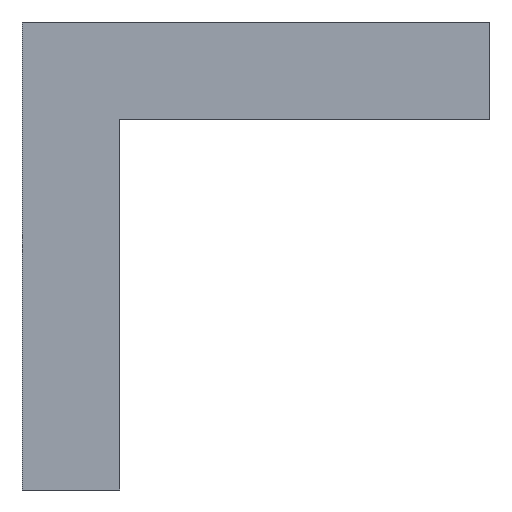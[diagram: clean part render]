
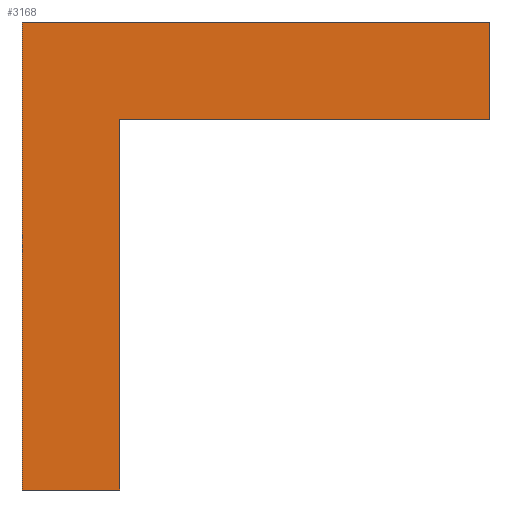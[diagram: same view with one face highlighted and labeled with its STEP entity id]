
A CAD part, front view. The second image highlights one B-rep face of the part: STEP entity #3168.
In plain terms, the highlighted planar face has unit normal (0, -1, 0).
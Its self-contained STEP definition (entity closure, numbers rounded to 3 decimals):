
#37 = VERTEX_POINT ( 'NONE', #336 ) ;
#80 = ORIENTED_EDGE ( 'NONE', *, *, #1841, .T. ) ;
#136 = EDGE_LOOP ( 'NONE', ( #3397, #359, #3208, #2324, #80, #1050 ) ) ;
#153 = DIRECTION ( 'NONE',  ( 1., 0., 0. ) ) ;
#181 = VECTOR ( 'NONE', #153, 1000. ) ;
#189 = CARTESIAN_POINT ( 'NONE',  ( 0., 0., 0. ) ) ;
#225 = VERTEX_POINT ( 'NONE', #3047 ) ;
#258 = EDGE_CURVE ( 'NONE', #37, #1198, #656, .T. ) ;
#336 = CARTESIAN_POINT ( 'NONE',  ( 2.5, 0., -2.5 ) ) ;
#359 = ORIENTED_EDGE ( 'NONE', *, *, #1967, .F. ) ;
#489 = VERTEX_POINT ( 'NONE', #1149 ) ;
#648 = VECTOR ( 'NONE', #3316, 1000. ) ;
#656 = LINE ( 'NONE', #1053, #2553 ) ;
#664 = AXIS2_PLACEMENT_3D ( 'NONE', #667, #2947, #2644 ) ;
#667 = CARTESIAN_POINT ( 'NONE',  ( 0., 0., 0. ) ) ;
#911 = PLANE ( 'NONE',  #664 ) ;
#1050 = ORIENTED_EDGE ( 'NONE', *, *, #258, .F. ) ;
#1053 = CARTESIAN_POINT ( 'NONE',  ( 2.5, 0., 0. ) ) ;
#1085 = DIRECTION ( 'NONE',  ( 0., 0., -1. ) ) ;
#1149 = CARTESIAN_POINT ( 'NONE',  ( 0., 0., 0. ) ) ;
#1198 = VERTEX_POINT ( 'NONE', #1520 ) ;
#1253 = VERTEX_POINT ( 'NONE', #2946 ) ;
#1325 = EDGE_CURVE ( 'NONE', #37, #2338, #3500, .T. ) ;
#1372 = FACE_OUTER_BOUND ( 'NONE', #136, .T. ) ;
#1506 = LINE ( 'NONE', #189, #2345 ) ;
#1520 = CARTESIAN_POINT ( 'NONE',  ( 2.5, 0., -12. ) ) ;
#1541 = EDGE_CURVE ( 'NONE', #489, #1253, #3195, .T. ) ;
#1841 = EDGE_CURVE ( 'NONE', #225, #1198, #2313, .T. ) ;
#1877 = CARTESIAN_POINT ( 'NONE',  ( 0., 0., -12. ) ) ;
#1915 = CARTESIAN_POINT ( 'NONE',  ( 12., 0., -2.5 ) ) ;
#1967 = EDGE_CURVE ( 'NONE', #1253, #2338, #3000, .T. ) ;
#2133 = VECTOR ( 'NONE', #1085, 1000. ) ;
#2313 = LINE ( 'NONE', #1877, #648 ) ;
#2324 = ORIENTED_EDGE ( 'NONE', *, *, #3324, .T. ) ;
#2338 = VERTEX_POINT ( 'NONE', #1915 ) ;
#2345 = VECTOR ( 'NONE', #2478, 1000. ) ;
#2478 = DIRECTION ( 'NONE',  ( 0., 0., -1. ) ) ;
#2496 = CARTESIAN_POINT ( 'NONE',  ( 12., 0., 0. ) ) ;
#2553 = VECTOR ( 'NONE', #2747, 1000. ) ;
#2608 = DIRECTION ( 'NONE',  ( 1., 0., 0. ) ) ;
#2644 = DIRECTION ( 'NONE',  ( 0., 0., 1. ) ) ;
#2747 = DIRECTION ( 'NONE',  ( 0., 0., -1. ) ) ;
#2946 = CARTESIAN_POINT ( 'NONE',  ( 12., 0., 0. ) ) ;
#2947 = DIRECTION ( 'NONE',  ( 0., 1., 0. ) ) ;
#3000 = LINE ( 'NONE', #2496, #2133 ) ;
#3034 = CARTESIAN_POINT ( 'NONE',  ( 0., 0., -2.5 ) ) ;
#3047 = CARTESIAN_POINT ( 'NONE',  ( 0., 0., -12. ) ) ;
#3168 = ADVANCED_FACE ( 'NONE', ( #1372 ), #911, .F. ) ;
#3195 = LINE ( 'NONE', #3474, #3562 ) ;
#3208 = ORIENTED_EDGE ( 'NONE', *, *, #1541, .F. ) ;
#3316 = DIRECTION ( 'NONE',  ( 1., 0., 0. ) ) ;
#3324 = EDGE_CURVE ( 'NONE', #489, #225, #1506, .T. ) ;
#3397 = ORIENTED_EDGE ( 'NONE', *, *, #1325, .T. ) ;
#3474 = CARTESIAN_POINT ( 'NONE',  ( 0., 0., 0. ) ) ;
#3500 = LINE ( 'NONE', #3034, #181 ) ;
#3562 = VECTOR ( 'NONE', #2608, 1000. ) ;
